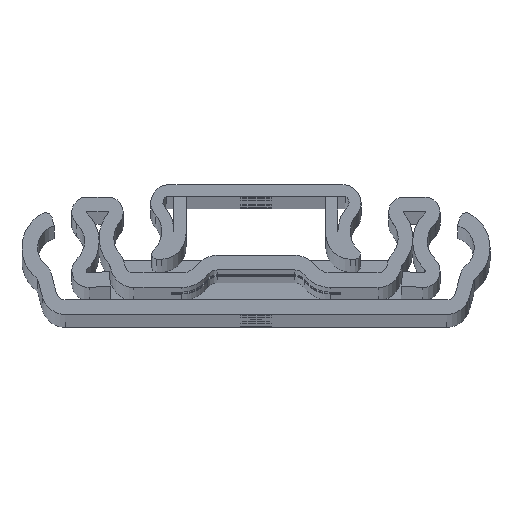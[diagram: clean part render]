
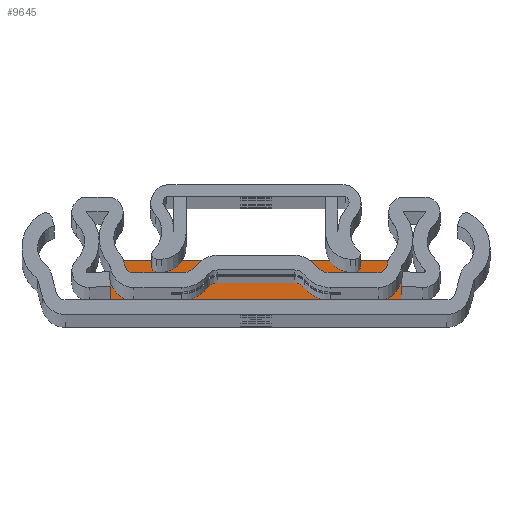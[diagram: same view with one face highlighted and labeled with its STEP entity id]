
A CAD part, top view. The second image highlights one B-rep face of the part: STEP entity #9645.
In plain terms, the highlighted planar face has unit normal (0, 0, 1).
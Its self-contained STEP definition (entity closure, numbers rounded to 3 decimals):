
#3970 = AXIS2_PLACEMENT_3D ( 'NONE', #4889, #4939, #4940 ) ;
#4607 = FACE_OUTER_BOUND ( 'NONE', #8280, .T. ) ;
#4889 = CARTESIAN_POINT ( 'NONE',  ( 25., 11., -607.2 ) ) ;
#4927 = PLANE ( 'NONE',  #3970 ) ;
#4939 = DIRECTION ( 'NONE',  ( 0., 0., -1. ) ) ;
#4940 = DIRECTION ( 'NONE',  ( -1., 0., 0. ) ) ;
#6703 = LINE ( 'NONE', #6945, #6705 ) ;
#6705 = VECTOR ( 'NONE', #6956, 1000. ) ;
#6710 = LINE ( 'NONE', #6961, #6711 ) ;
#6711 = VECTOR ( 'NONE', #6962, 1000. ) ;
#6712 = LINE ( 'NONE', #6963, #6713 ) ;
#6713 = VECTOR ( 'NONE', #6964, 1000. ) ;
#6714 = LINE ( 'NONE', #6965, #6715 ) ;
#6715 = VECTOR ( 'NONE', #6966, 1000. ) ;
#6945 = CARTESIAN_POINT ( 'NONE',  ( 25., -19.3, -607.2 ) ) ;
#6956 = DIRECTION ( 'NONE',  ( 0., 1., 0. ) ) ;
#6961 = CARTESIAN_POINT ( 'NONE',  ( 31.434, 2.4, -607.2 ) ) ;
#6962 = DIRECTION ( 'NONE',  ( -1., 0., 0. ) ) ;
#6963 = CARTESIAN_POINT ( 'NONE',  ( -25., -19.3, -607.2 ) ) ;
#6964 = DIRECTION ( 'NONE',  ( 0., -1., 0. ) ) ;
#6965 = CARTESIAN_POINT ( 'NONE',  ( -25., 11., -607.2 ) ) ;
#6966 = DIRECTION ( 'NONE',  ( -1., 0., 0. ) ) ;
#7430 = VERTEX_POINT ( 'NONE', #7968 ) ;
#7432 = VERTEX_POINT ( 'NONE', #7975 ) ;
#7459 = VERTEX_POINT ( 'NONE', #7931 ) ;
#7785 = VERTEX_POINT ( 'NONE', #11507 ) ;
#7931 = CARTESIAN_POINT ( 'NONE',  ( 25., 11., -607.2 ) ) ;
#7968 = CARTESIAN_POINT ( 'NONE',  ( -25., 2.4, -607.2 ) ) ;
#7975 = CARTESIAN_POINT ( 'NONE',  ( 25., 2.4, -607.2 ) ) ;
#8280 = EDGE_LOOP ( 'NONE', ( #10454, #10455, #10456, #10457 ) ) ;
#9645 = ADVANCED_FACE ( 'NONE', ( #4607 ), #4927, .F. ) ;
#10454 = ORIENTED_EDGE ( 'NONE', *, *, #10710, .T. ) ;
#10455 = ORIENTED_EDGE ( 'NONE', *, *, #10709, .F. ) ;
#10456 = ORIENTED_EDGE ( 'NONE', *, *, #10706, .T. ) ;
#10457 = ORIENTED_EDGE ( 'NONE', *, *, #10711, .T. ) ;
#10706 = EDGE_CURVE ( 'NONE', #7432, #7459, #6703, .T. ) ;
#10709 = EDGE_CURVE ( 'NONE', #7432, #7430, #6710, .T. ) ;
#10710 = EDGE_CURVE ( 'NONE', #7785, #7430, #6712, .T. ) ;
#10711 = EDGE_CURVE ( 'NONE', #7459, #7785, #6714, .T. ) ;
#11507 = CARTESIAN_POINT ( 'NONE',  ( -25., 11., -607.2 ) ) ;
